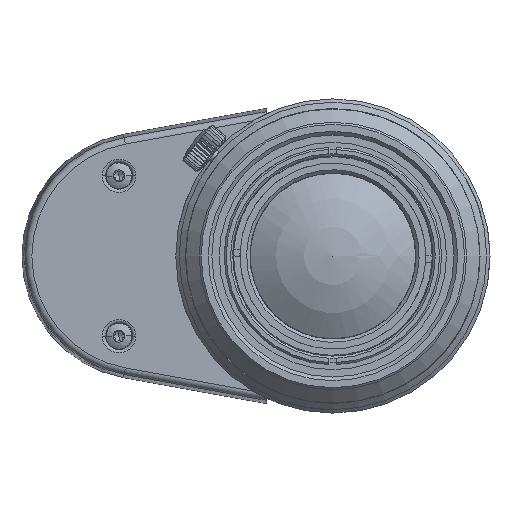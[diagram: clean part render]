
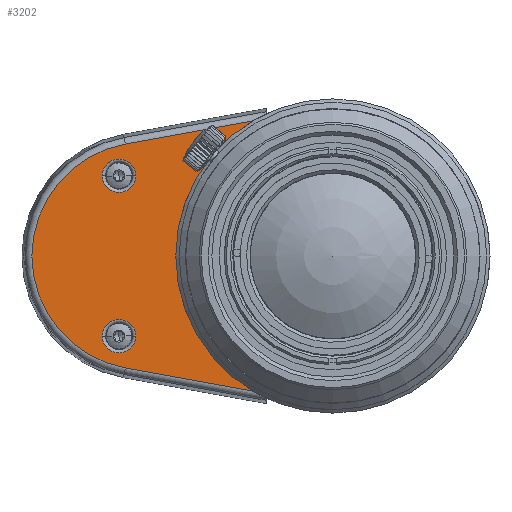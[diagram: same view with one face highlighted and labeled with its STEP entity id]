
A CAD part, left-side view. The second image highlights one B-rep face of the part: STEP entity #3202.
In plain terms, the highlighted planar face has unit normal (-1, 0, 0).
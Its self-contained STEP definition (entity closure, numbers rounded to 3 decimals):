
#1872=PLANE('',#24524);
#2193=FACE_BOUND('',#6007,.T.);
#2194=FACE_BOUND('',#6008,.T.);
#2195=FACE_BOUND('',#6009,.T.);
#3202=ADVANCED_FACE('',(#2193,#2194,#2195),#1872,.F.);
#6007=EDGE_LOOP('',(#12965,#12966));
#6008=EDGE_LOOP('',(#12967,#12968));
#6009=EDGE_LOOP('',(#12969,#12970,#12971,#12972,#12973));
#7893=LINE('',#37225,#9322);
#7894=LINE('',#37228,#9323);
#9322=VECTOR('',#28629,1.);
#9323=VECTOR('',#28632,1.);
#12965=ORIENTED_EDGE('',*,*,#20738,.T.);
#12966=ORIENTED_EDGE('',*,*,#20795,.T.);
#12967=ORIENTED_EDGE('',*,*,#20734,.T.);
#12968=ORIENTED_EDGE('',*,*,#20796,.T.);
#12969=ORIENTED_EDGE('',*,*,#20797,.T.);
#12970=ORIENTED_EDGE('',*,*,#20798,.T.);
#12971=ORIENTED_EDGE('',*,*,#20777,.F.);
#12972=ORIENTED_EDGE('',*,*,#20799,.F.);
#12973=ORIENTED_EDGE('',*,*,#20800,.T.);
#17664=VERTEX_POINT('',#37043);
#17665=VERTEX_POINT('',#37045);
#17668=VERTEX_POINT('',#37052);
#17669=VERTEX_POINT('',#37054);
#17699=VERTEX_POINT('',#37172);
#17700=VERTEX_POINT('',#37174);
#17715=VERTEX_POINT('',#37223);
#17716=VERTEX_POINT('',#37224);
#17717=VERTEX_POINT('',#37227);
#20734=EDGE_CURVE('',#17665,#17664,#23047,.T.);
#20738=EDGE_CURVE('',#17669,#17668,#23051,.T.);
#20777=EDGE_CURVE('',#17699,#17700,#23076,.T.);
#20795=EDGE_CURVE('',#17668,#17669,#23084,.T.);
#20796=EDGE_CURVE('',#17664,#17665,#23085,.T.);
#20797=EDGE_CURVE('',#17715,#17716,#23086,.T.);
#20798=EDGE_CURVE('',#17716,#17700,#7893,.T.);
#20799=EDGE_CURVE('',#17717,#17699,#23087,.T.);
#20800=EDGE_CURVE('',#17717,#17715,#7894,.T.);
#23047=CIRCLE('',#24466,2.5);
#23051=CIRCLE('',#24471,2.5);
#23076=CIRCLE('',#24507,23.5);
#23084=CIRCLE('',#24520,2.5);
#23085=CIRCLE('',#24521,2.5);
#23086=CIRCLE('',#24522,17.022);
#23087=CIRCLE('',#24523,23.5);
#24466=AXIS2_PLACEMENT_3D('',#37044,#28496,#28497);
#24471=AXIS2_PLACEMENT_3D('',#37053,#28506,#28507);
#24507=AXIS2_PLACEMENT_3D('',#37173,#28589,#28590);
#24520=AXIS2_PLACEMENT_3D('',#37220,#28623,#28624);
#24521=AXIS2_PLACEMENT_3D('',#37221,#28625,#28626);
#24522=AXIS2_PLACEMENT_3D('',#37222,#28627,#28628);
#24523=AXIS2_PLACEMENT_3D('',#37226,#28630,#28631);
#24524=AXIS2_PLACEMENT_3D('',#37229,#28633,#28634);
#28496=DIRECTION('',(1.,0.,0.));
#28497=DIRECTION('',(0.,-1.,0.));
#28506=DIRECTION('',(1.,0.,0.));
#28507=DIRECTION('',(0.,-1.,0.));
#28589=DIRECTION('',(-1.,0.,0.));
#28590=DIRECTION('',(0.,-1.,0.));
#28623=DIRECTION('',(1.,0.,0.));
#28624=DIRECTION('',(0.,-1.,0.));
#28625=DIRECTION('',(1.,0.,0.));
#28626=DIRECTION('',(0.,-1.,0.));
#28627=DIRECTION('',(-1.,0.,0.));
#28628=DIRECTION('',(0.,-1.,0.));
#28629=DIRECTION('',(0.,-0.984,-0.179));
#28630=DIRECTION('',(-1.,0.,0.));
#28631=DIRECTION('',(0.,-1.,0.));
#28632=DIRECTION('',(0.,0.984,-0.179));
#28633=DIRECTION('',(1.,0.,0.));
#28634=DIRECTION('',(0.,1.,0.));
#37043=CARTESIAN_POINT('',(-53.101,34.5,-12.));
#37044=CARTESIAN_POINT('',(-53.101,32.,-12.));
#37045=CARTESIAN_POINT('',(-53.101,29.5,-12.));
#37052=CARTESIAN_POINT('',(-53.101,34.5,12.));
#37053=CARTESIAN_POINT('',(-53.101,32.,12.));
#37054=CARTESIAN_POINT('',(-53.101,29.5,12.));
#37172=CARTESIAN_POINT('',(-53.101,23.5,0.));
#37173=CARTESIAN_POINT('',(-53.101,0.,0.));
#37174=CARTESIAN_POINT('',(-53.101,12.004,-20.203));
#37220=CARTESIAN_POINT('',(-53.101,32.,12.));
#37221=CARTESIAN_POINT('',(-53.101,32.,-12.));
#37222=CARTESIAN_POINT('',(-53.101,28.,0.));
#37223=CARTESIAN_POINT('',(-53.101,31.04,16.748));
#37224=CARTESIAN_POINT('',(-53.101,31.04,-16.748));
#37225=CARTESIAN_POINT('',(-53.101,31.04,-16.748));
#37226=CARTESIAN_POINT('',(-53.101,0.,0.));
#37227=CARTESIAN_POINT('',(-53.101,12.004,20.203));
#37228=CARTESIAN_POINT('',(-53.101,31.04,16.748));
#37229=CARTESIAN_POINT('',(-53.101,28.,0.));
